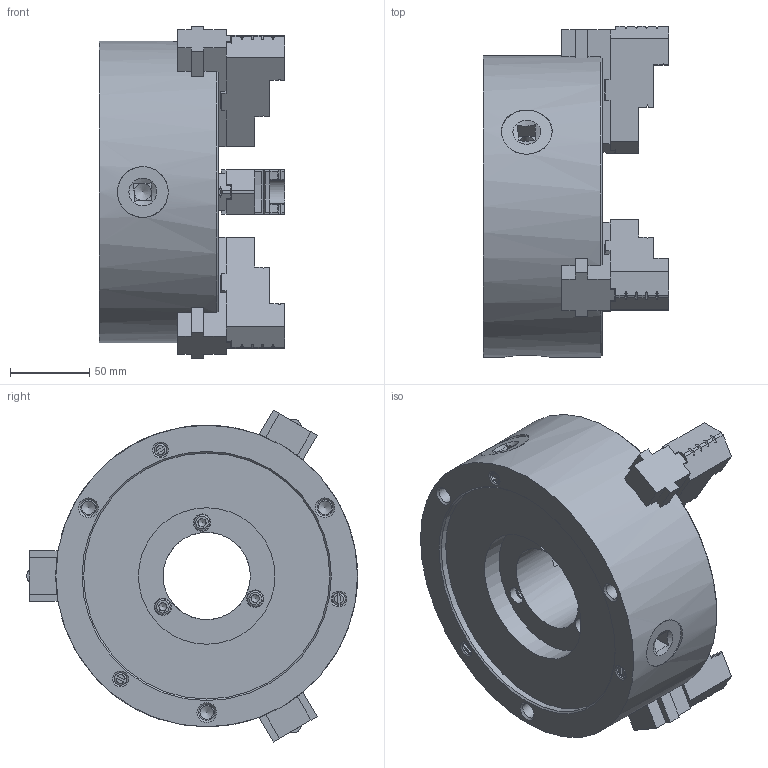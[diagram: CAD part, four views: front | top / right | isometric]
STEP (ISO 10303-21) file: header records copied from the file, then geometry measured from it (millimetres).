
FILE_DESCRIPTION( ( 'Unknown' ), '1' );
FILE_NAME( '61S209919_JN07T_External gripping.stp', 'Unknown', ( 'Unknown' ), ( 'Unknown' ), 'PSStep 16.0.42', 'Unknown', ' ' );
FILE_SCHEMA( ( 'AUTOMOTIVE_DESIGN { 1 0 10303 214 1 1 1 1 }' ) );
Length unit declared in the file: millimetre
Products named in the file (1): 1
Bounding box: 117 x 208.52 x 209.12 mm (x, y, z)
Volume: 1549682.6 mm3; surface area: 257554.4 mm2
Topology: 1 solids, 19 shells, 863 faces, 2301 edges, 1456 vertices
Faces by surface type: plane 490, cylinder 193, cone 149, torus 29, sphere 2
Full cylindrical faces by diameter (mm): 1.9 x1, 5 x3, 5.5 x3, 6 x6, 6.6 x3, 6.8 x3, 8 x3, 8.5 x15, 10 x18, 10.8 x3, 11 x9, 15 x1, 16 x6, 17 x6, 32 x6, 55 x1, 86 x1, 87 x1, 108 x1, 155 x2, 190 x1
Entity records: 33757 total; most frequent: CARTESIAN_POINT 6550, DIRECTION 4125, ORIENTED_EDGE 4058, EDGE_CURVE 2029, AXIS2_PLACEMENT_3D 1491, VERTEX_POINT 1394, LINE 1143, VECTOR 1143
